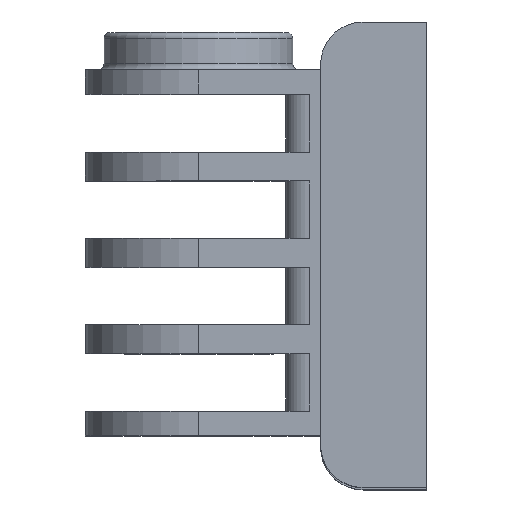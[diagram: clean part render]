
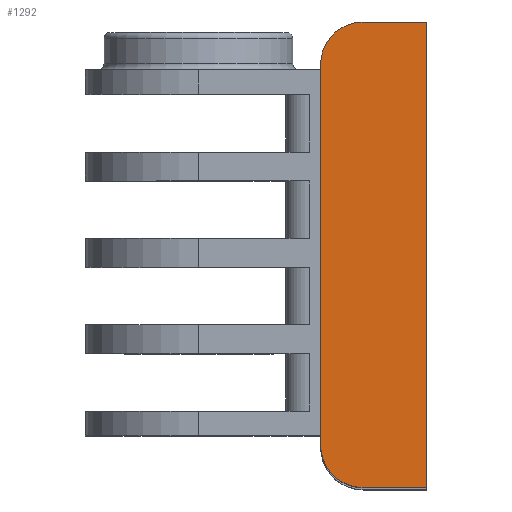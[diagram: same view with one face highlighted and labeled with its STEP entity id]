
A CAD part, top view. The second image highlights one B-rep face of the part: STEP entity #1292.
In plain terms, the highlighted planar face has unit normal (0, 0, 1).
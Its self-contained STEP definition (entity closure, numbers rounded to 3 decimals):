
#81=FACE_OUTER_BOUND('',#155,.T.);
#155=EDGE_LOOP('',(#988,#989,#990,#991,#992,#993));
#251=CIRCLE('',#1404,2.);
#256=CIRCLE('',#1414,2.);
#333=LINE('',#2073,#454);
#354=LINE('',#2119,#475);
#355=LINE('',#2121,#476);
#356=LINE('',#2122,#477);
#454=VECTOR('',#1644,10.);
#475=VECTOR('',#1681,10.);
#476=VECTOR('',#1682,10.);
#477=VECTOR('',#1683,10.);
#590=VERTEX_POINT('',#2047);
#591=VERTEX_POINT('',#2048);
#600=VERTEX_POINT('',#2072);
#616=VERTEX_POINT('',#2114);
#617=VERTEX_POINT('',#2118);
#618=VERTEX_POINT('',#2120);
#728=EDGE_CURVE('',#590,#591,#251,.T.);
#741=EDGE_CURVE('',#591,#600,#333,.T.);
#764=EDGE_CURVE('',#600,#616,#256,.T.);
#766=EDGE_CURVE('',#617,#590,#354,.T.);
#767=EDGE_CURVE('',#617,#618,#355,.T.);
#768=EDGE_CURVE('',#618,#616,#356,.T.);
#988=ORIENTED_EDGE('',*,*,#728,.F.);
#989=ORIENTED_EDGE('',*,*,#766,.F.);
#990=ORIENTED_EDGE('',*,*,#767,.T.);
#991=ORIENTED_EDGE('',*,*,#768,.T.);
#992=ORIENTED_EDGE('',*,*,#764,.F.);
#993=ORIENTED_EDGE('',*,*,#741,.F.);
#1251=PLANE('',#1415);
#1292=ADVANCED_FACE('',(#81),#1251,.T.);
#1404=AXIS2_PLACEMENT_3D('',#2049,#1625,#1626);
#1414=AXIS2_PLACEMENT_3D('',#2115,#1676,#1677);
#1415=AXIS2_PLACEMENT_3D('',#2117,#1679,#1680);
#1625=DIRECTION('center_axis',(0.,0.,
-1.));
#1626=DIRECTION('ref_axis',(-0.707,-0.707,0.));
#1644=DIRECTION('',(0.,1.,0.));
#1676=DIRECTION('center_axis',(0.,0.,
-1.));
#1677=DIRECTION('ref_axis',(-0.707,0.707,0.));
#1679=DIRECTION('center_axis',(0.,0.,
1.));
#1680=DIRECTION('ref_axis',(0.,1.,0.));
#1681=DIRECTION('',(-1.,0.,0.));
#1682=DIRECTION('',(0.,1.,0.));
#1683=DIRECTION('',(-1.,0.,0.));
#2047=CARTESIAN_POINT('',(-9.448,102.627,97.));
#2048=CARTESIAN_POINT('',(-11.448,104.627,97.));
#2049=CARTESIAN_POINT('Origin',(-9.448,104.627,97.));
#2072=CARTESIAN_POINT('',(-11.448,122.555,97.));
#2073=CARTESIAN_POINT('',(-11.448,107.55,97.));
#2114=CARTESIAN_POINT('',(-9.448,124.555,97.));
#2115=CARTESIAN_POINT('Origin',(-9.448,122.555,97.));
#2117=CARTESIAN_POINT('Origin',(-6.448,102.627,97.));
#2118=CARTESIAN_POINT('',(-6.448,102.627,97.));
#2119=CARTESIAN_POINT('',(-6.448,102.627,97.));
#2120=CARTESIAN_POINT('',(-6.448,124.555,97.));
#2121=CARTESIAN_POINT('',(-6.448,107.55,97.));
#2122=CARTESIAN_POINT('',(-6.448,124.555,97.));
